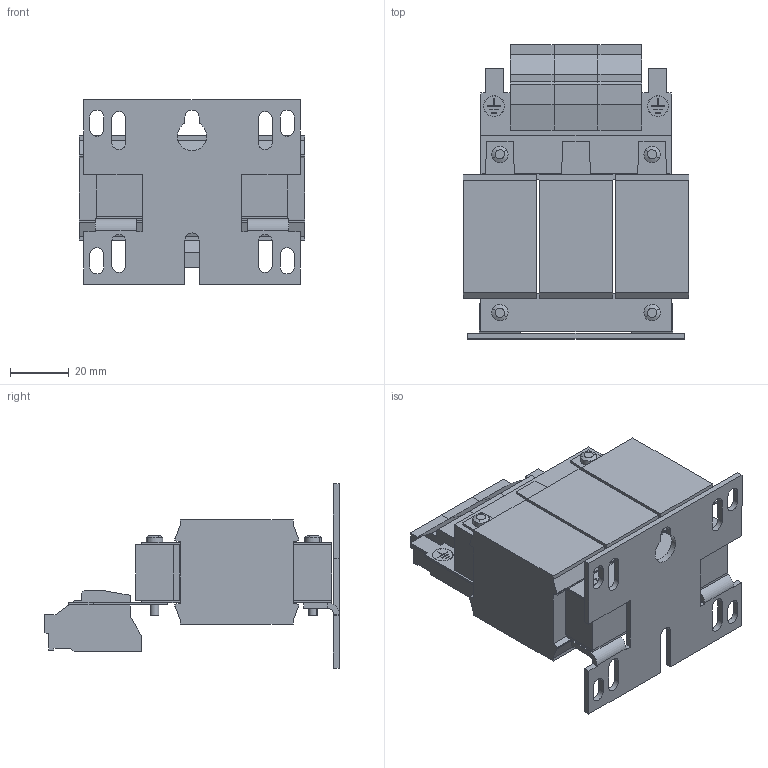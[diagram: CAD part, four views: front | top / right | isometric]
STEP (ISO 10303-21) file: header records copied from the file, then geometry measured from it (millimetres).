
FILE_DESCRIPTION (( 'STEP AP214' ), '1' );
FILE_NAME ('351397.STEP', '2021-05-03T09:02:32', ( '' ), ( '' ), 'SwSTEP 2.0', 'SolidWorks 2018', '' );
FILE_SCHEMA (( 'AUTOMOTIVE_DESIGN' ));
Length unit declared in the file: millimetre
Products named in the file (1): 351397
Bounding box: 77 x 100.6 x 63 mm (x, y, z)
Volume: 174558.5 mm3; surface area: 43532.2 mm2
Topology: 1 solids, 1 shells, 458 faces, 1200 edges, 770 vertices
Faces by surface type: plane 381, cylinder 69, sphere 8
Entity records: 13916 total; most frequent: CARTESIAN_POINT 2429, ORIENTED_EDGE 2400, DIRECTION 2280, EDGE_CURVE 1200, LINE 1038, VECTOR 1038, VERTEX_POINT 770, AXIS2_PLACEMENT_3D 621
